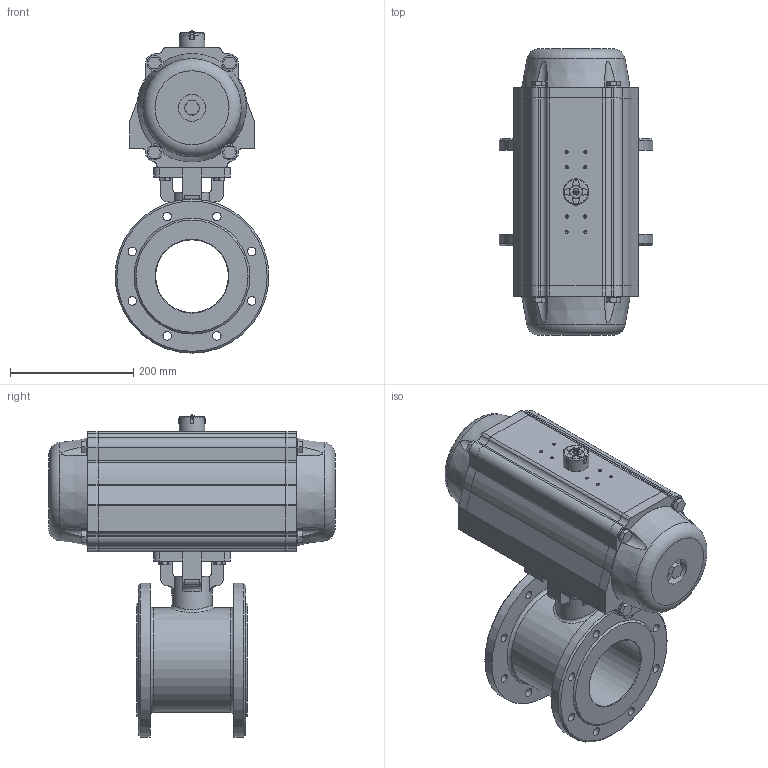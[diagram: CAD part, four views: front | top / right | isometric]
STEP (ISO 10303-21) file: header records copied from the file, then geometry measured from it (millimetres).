
FILE_DESCRIPTION(/* description */ ('Unknown'),/* implementation_level */ '2;1');
FILE_NAME(/* name */ 'FR070932-13',/* time_stamp */ '2023-05-02T10:53:48+02:00',/* author */ ('Unknown'),/* organization */ ('Unknown'),/* preprocessor_version */ 'ST-DEVELOPER v18.102',/* originating_system */ 'Solid Edge',/* authorisation */ 'Unknown');
FILE_SCHEMA (('AUTOMOTIVE_DESIGN {1 0 10303 214 3 1 1}'));
Length unit declared in the file: millimetre
Products named in the file (29): FR500-8.440.125; 8.440.125 ; DW682_FR500 mit Stellungsanzeiger; Deckel rechts DW682; DIN558_M_12x20.1.3.1; DIN558_M_12x20.1.2.1; DIN558_M_12x20.1.1.1; DIN558_M_12x20.2.1; T1.1.1; DIN125-13.1.1.1; DIN125-15.1.1; DIN125-13.1.3.1; DIN125-13.1.2.1; DIN125-13.1.4; T1.2; Deckel links DW682; T1.1_1; T1_1; DIN558_M_12x20.2; DIN558_M_12x20.1.3; DIN125-15.1; DIN125-13.1.3; Zylinder DW682; Stellungsanzeiger; DIN558_M_5x40.1; Zeiger.1; Zeiger; K_S_vrper; M12x30
Assembly tree (36 placements, depth 4):
  FR500-8.440.125
    8.440.125 
    DW682_FR500 mit Stellungsanzeiger
      Deckel rechts DW682
        DIN558_M_12x20.1.3.1
        DIN558_M_12x20.1.2.1
        DIN558_M_12x20.1.1.1
        DIN558_M_12x20.2.1
        T1.1.1
        DIN125-13.1.1.1
        DIN125-15.1.1
        DIN125-13.1.3.1
        DIN125-13.1.2.1
        DIN125-13.1.4
        T1.2
      Deckel links DW682
        T1.1_1
        T1_1
        DIN558_M_12x20.2
        DIN558_M_12x20.1.3  x3
        DIN125-15.1
        DIN125-13.1.3  x4
      Zylinder DW682
      Stellungsanzeiger
        DIN558_M_5x40.1
        Zeiger.1
        Zeiger
        K_S_vrper
    M12x30  x4
Bounding box: 250 x 465.2 x 523.39 mm (x, y, z)
Volume: 17266190.8 mm3; surface area: 909784.9 mm2
Topology: 32 solids, 32 shells, 683 faces, 1733 edges, 1140 vertices
Faces by surface type: plane 356, cylinder 228, cone 83, torus 10, bspline 5, sphere 1
Full cylindrical faces by diameter (mm): 4.2 x12, 5 x1, 6.2 x1, 8.376 x4, 8.566 x2, 10.106 x4, 10.2 x1, 12 x12, 13 x12, 13.835 x16, 15 x2, 20 x1, 24 x10, 33 x1, 38 x1, 38.314 x1, 41.3 x1, 44 x2, 65 x1, 70 x1, 118 x1, 170 x1, 250 x2
Entity records: 22953 total; most frequent: CARTESIAN_POINT 6837, DIRECTION 2944, ORIENTED_EDGE 2588, EDGE_CURVE 1294, AXIS2_PLACEMENT_3D 1120, VERTEX_POINT 928, FACE_BOUND 812, EDGE_LOOP 798
